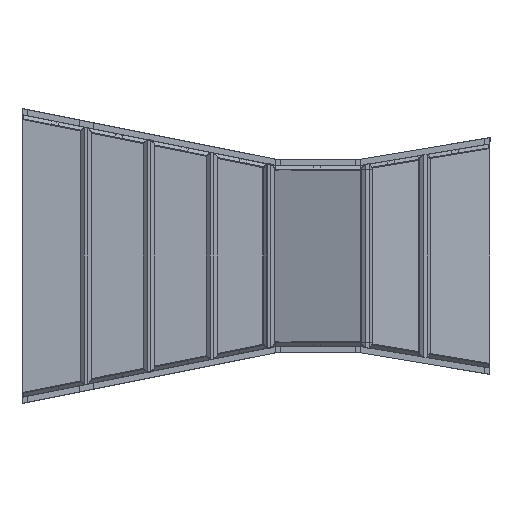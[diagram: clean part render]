
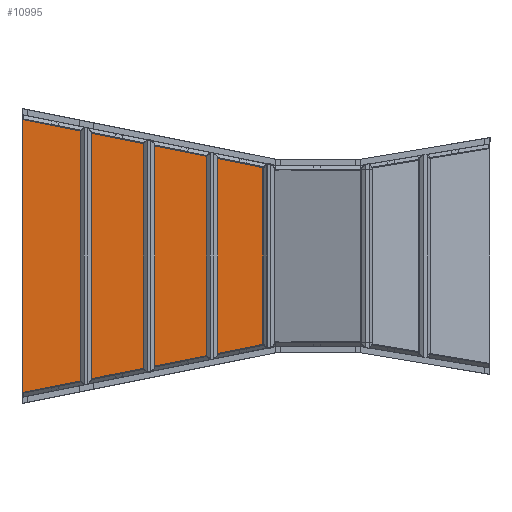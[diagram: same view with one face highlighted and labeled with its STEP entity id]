
A CAD part, front view. The second image highlights one B-rep face of the part: STEP entity #10995.
In plain terms, the highlighted planar face has unit normal (0, -1, 0).
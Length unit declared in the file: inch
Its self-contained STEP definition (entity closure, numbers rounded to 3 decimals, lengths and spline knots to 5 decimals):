
#1 = VECTOR ( 'NONE', #7546, 39.37008 ) ;
#30 = DIRECTION ( 'NONE',  ( 0., -1., 0. ) ) ;
#116 = LINE ( 'NONE', #4719, #1 ) ;
#990 = CARTESIAN_POINT ( 'NONE',  ( -82.35088, -0.25, -38.32994 ) ) ;
#1822 = LINE ( 'NONE', #1914, #11993 ) ;
#1914 = CARTESIAN_POINT ( 'NONE',  ( -82.35088, -0.25, -38.125 ) ) ;
#2295 = VERTEX_POINT ( 'NONE', #4597 ) ;
#3254 = DIRECTION ( 'NONE',  ( 0., 0., 1. ) ) ;
#4029 = ORIENTED_EDGE ( 'NONE', *, *, #8102, .F. ) ;
#4597 = CARTESIAN_POINT ( 'NONE',  ( -82.35088, -0.25, 38.32994 ) ) ;
#4719 = CARTESIAN_POINT ( 'NONE',  ( -11.95095, -0.25, 24.24514 ) ) ;
#5904 = VERTEX_POINT ( 'NONE', #15235 ) ;
#6625 = VECTOR ( 'NONE', #10236, 39.37008 ) ;
#7168 = DIRECTION ( 'NONE',  ( 0., 0., -1. ) ) ;
#7546 = DIRECTION ( 'NONE',  ( 0.981, 0., -0.196 ) ) ;
#7877 = EDGE_CURVE ( 'NONE', #16914, #10007, #15866, .T. ) ;
#8102 = EDGE_CURVE ( 'NONE', #2295, #5904, #116, .T. ) ;
#8174 = DIRECTION ( 'NONE',  ( -0.981, 0., -0.196 ) ) ;
#9064 = VECTOR ( 'NONE', #8174, 39.37008 ) ;
#10007 = VERTEX_POINT ( 'NONE', #990 ) ;
#10236 = DIRECTION ( 'NONE',  ( 0., 0., 1. ) ) ;
#10419 = ORIENTED_EDGE ( 'NONE', *, *, #15600, .F. ) ;
#10995 = ADVANCED_FACE ( 'NONE', ( #18670 ), #15726, .T. ) ;
#11327 = CARTESIAN_POINT ( 'NONE',  ( -12.04533, -0.25, -24.26402 ) ) ;
#11905 = LINE ( 'NONE', #13190, #6625 ) ;
#11993 = VECTOR ( 'NONE', #3254, 39.37008 ) ;
#13067 = EDGE_CURVE ( 'NONE', #16914, #5904, #11905, .T. ) ;
#13190 = CARTESIAN_POINT ( 'NONE',  ( -12.04533, -0.25, -38.125 ) ) ;
#13486 = CARTESIAN_POINT ( 'NONE',  ( -84.60088, -0.25, -38.125 ) ) ;
#15235 = CARTESIAN_POINT ( 'NONE',  ( -12.04533, -0.25, 24.26402 ) ) ;
#15600 = EDGE_CURVE ( 'NONE', #10007, #2295, #1822, .T. ) ;
#15726 = PLANE ( 'NONE',  #19245 ) ;
#15866 = LINE ( 'NONE', #18509, #9064 ) ;
#16914 = VERTEX_POINT ( 'NONE', #11327 ) ;
#17448 = ORIENTED_EDGE ( 'NONE', *, *, #7877, .F. ) ;
#18509 = CARTESIAN_POINT ( 'NONE',  ( -11.95095, -0.25, -24.24514 ) ) ;
#18570 = EDGE_LOOP ( 'NONE', ( #10419, #17448, #18978, #4029 ) ) ;
#18670 = FACE_OUTER_BOUND ( 'NONE', #18570, .T. ) ;
#18978 = ORIENTED_EDGE ( 'NONE', *, *, #13067, .T. ) ;
#19245 = AXIS2_PLACEMENT_3D ( 'NONE', #13486, #30, #7168 ) ;
